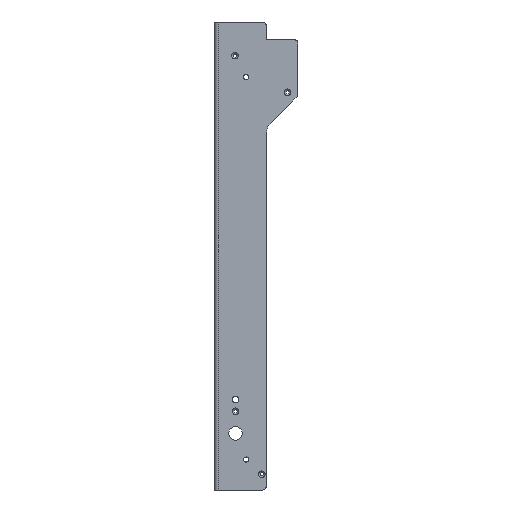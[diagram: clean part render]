
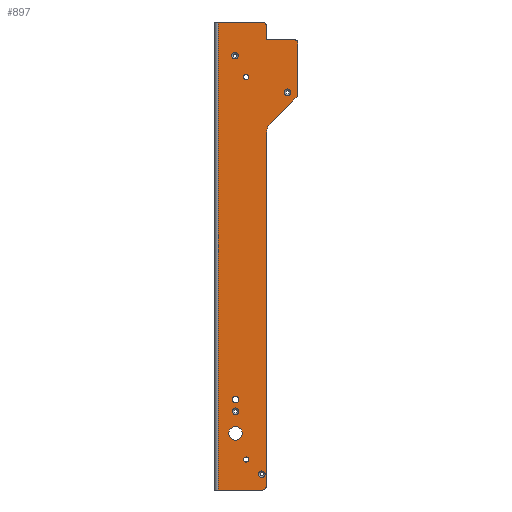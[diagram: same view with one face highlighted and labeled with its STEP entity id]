
A CAD part, front view. The second image highlights one B-rep face of the part: STEP entity #897.
In plain terms, the highlighted planar face has unit normal (0, -1, 0).
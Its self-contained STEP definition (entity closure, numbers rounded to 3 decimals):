
#26=FACE_BOUND('',#158,.T.);
#27=FACE_BOUND('',#159,.T.);
#28=FACE_BOUND('',#160,.T.);
#29=FACE_BOUND('',#161,.T.);
#30=FACE_BOUND('',#162,.T.);
#31=FACE_BOUND('',#163,.T.);
#32=FACE_BOUND('',#164,.T.);
#33=FACE_BOUND('',#165,.T.);
#82=PLANE('',#960);
#102=FACE_OUTER_BOUND('',#157,.T.);
#157=EDGE_LOOP('',(#649,#650,#651,#652,#653,#654,#655,#656,#657,#658,#659,
#660,#661));
#158=EDGE_LOOP('',(#662));
#159=EDGE_LOOP('',(#663));
#160=EDGE_LOOP('',(#664));
#161=EDGE_LOOP('',(#665));
#162=EDGE_LOOP('',(#666));
#163=EDGE_LOOP('',(#667));
#164=EDGE_LOOP('',(#668));
#165=EDGE_LOOP('',(#669));
#259=LINE('',#1359,#310);
#262=LINE('',#1385,#313);
#263=LINE('',#1390,#314);
#264=LINE('',#1392,#315);
#265=LINE('',#1394,#316);
#266=LINE('',#1398,#317);
#267=LINE('',#1402,#318);
#268=LINE('',#1405,#319);
#310=VECTOR('',#1073,27.);
#313=VECTOR('',#1102,13.);
#314=VECTOR('',#1107,42.);
#315=VECTOR('',#1108,446.);
#316=VECTOR('',#1109,42.);
#317=VECTOR('',#1112,336.529);
#318=VECTOR('',#1115,36.213);
#319=VECTOR('',#1118,49.257);
#358=CIRCLE('',#945,3.);
#367=CIRCLE('',#961,4.);
#368=CIRCLE('',#962,4.);
#369=CIRCLE('',#963,12.);
#370=CIRCLE('',#964,3.);
#371=CIRCLE('',#965,6.5);
#372=CIRCLE('',#966,3.15);
#373=CIRCLE('',#967,3.15);
#374=CIRCLE('',#968,3.15);
#375=CIRCLE('',#969,3.15);
#376=CIRCLE('',#970,2.459);
#377=CIRCLE('',#971,2.459);
#378=CIRCLE('',#972,3.15);
#424=VERTEX_POINT('',#1349);
#425=VERTEX_POINT('',#1351);
#427=VERTEX_POINT('',#1357);
#437=VERTEX_POINT('',#1383);
#438=VERTEX_POINT('',#1387);
#439=VERTEX_POINT('',#1389);
#440=VERTEX_POINT('',#1391);
#441=VERTEX_POINT('',#1393);
#442=VERTEX_POINT('',#1395);
#443=VERTEX_POINT('',#1397);
#444=VERTEX_POINT('',#1399);
#445=VERTEX_POINT('',#1401);
#446=VERTEX_POINT('',#1403);
#447=VERTEX_POINT('',#1406);
#448=VERTEX_POINT('',#1408);
#449=VERTEX_POINT('',#1410);
#450=VERTEX_POINT('',#1412);
#451=VERTEX_POINT('',#1414);
#452=VERTEX_POINT('',#1416);
#453=VERTEX_POINT('',#1418);
#454=VERTEX_POINT('',#1420);
#515=EDGE_CURVE('',#424,#425,#358,.T.);
#519=EDGE_CURVE('',#427,#424,#259,.T.);
#530=EDGE_CURVE('',#437,#427,#262,.T.);
#531=EDGE_CURVE('',#437,#438,#367,.T.);
#532=EDGE_CURVE('',#439,#438,#263,.T.);
#533=EDGE_CURVE('',#439,#440,#264,.T.);
#534=EDGE_CURVE('',#441,#440,#265,.T.);
#535=EDGE_CURVE('',#441,#442,#368,.T.);
#536=EDGE_CURVE('',#443,#442,#266,.T.);
#537=EDGE_CURVE('',#443,#444,#369,.T.);
#538=EDGE_CURVE('',#445,#444,#267,.T.);
#539=EDGE_CURVE('',#445,#446,#370,.T.);
#540=EDGE_CURVE('',#425,#446,#268,.T.);
#541=EDGE_CURVE('',#447,#447,#371,.T.);
#542=EDGE_CURVE('',#448,#448,#372,.T.);
#543=EDGE_CURVE('',#449,#449,#373,.T.);
#544=EDGE_CURVE('',#450,#450,#374,.T.);
#545=EDGE_CURVE('',#451,#451,#375,.T.);
#546=EDGE_CURVE('',#452,#452,#376,.T.);
#547=EDGE_CURVE('',#453,#453,#377,.T.);
#548=EDGE_CURVE('',#454,#454,#378,.T.);
#649=ORIENTED_EDGE('',*,*,#530,.F.);
#650=ORIENTED_EDGE('',*,*,#531,.T.);
#651=ORIENTED_EDGE('',*,*,#532,.F.);
#652=ORIENTED_EDGE('',*,*,#533,.T.);
#653=ORIENTED_EDGE('',*,*,#534,.F.);
#654=ORIENTED_EDGE('',*,*,#535,.T.);
#655=ORIENTED_EDGE('',*,*,#536,.F.);
#656=ORIENTED_EDGE('',*,*,#537,.T.);
#657=ORIENTED_EDGE('',*,*,#538,.F.);
#658=ORIENTED_EDGE('',*,*,#539,.T.);
#659=ORIENTED_EDGE('',*,*,#540,.F.);
#660=ORIENTED_EDGE('',*,*,#515,.F.);
#661=ORIENTED_EDGE('',*,*,#519,.F.);
#662=ORIENTED_EDGE('',*,*,#541,.F.);
#663=ORIENTED_EDGE('',*,*,#542,.F.);
#664=ORIENTED_EDGE('',*,*,#543,.F.);
#665=ORIENTED_EDGE('',*,*,#544,.F.);
#666=ORIENTED_EDGE('',*,*,#545,.F.);
#667=ORIENTED_EDGE('',*,*,#546,.F.);
#668=ORIENTED_EDGE('',*,*,#547,.F.);
#669=ORIENTED_EDGE('',*,*,#548,.F.);
#897=ADVANCED_FACE('',(#102,#26,#27,#28,#29,#30,#31,#32,#33),#82,.F.);
#945=AXIS2_PLACEMENT_3D('',#1352,#1066,#1067);
#960=AXIS2_PLACEMENT_3D('',#1386,#1103,#1104);
#961=AXIS2_PLACEMENT_3D('',#1388,#1105,#1106);
#962=AXIS2_PLACEMENT_3D('',#1396,#1110,#1111);
#963=AXIS2_PLACEMENT_3D('',#1400,#1113,#1114);
#964=AXIS2_PLACEMENT_3D('',#1404,#1116,#1117);
#965=AXIS2_PLACEMENT_3D('',#1407,#1119,#1120);
#966=AXIS2_PLACEMENT_3D('',#1409,#1121,#1122);
#967=AXIS2_PLACEMENT_3D('',#1411,#1123,#1124);
#968=AXIS2_PLACEMENT_3D('',#1413,#1125,#1126);
#969=AXIS2_PLACEMENT_3D('',#1415,#1127,#1128);
#970=AXIS2_PLACEMENT_3D('',#1417,#1129,#1130);
#971=AXIS2_PLACEMENT_3D('',#1419,#1131,#1132);
#972=AXIS2_PLACEMENT_3D('',#1421,#1133,#1134);
#1066=DIRECTION('center_axis',(0.,1.,0.));
#1067=DIRECTION('ref_axis',(-1.,0.,0.));
#1073=DIRECTION('',(1.,0.,0.));
#1102=DIRECTION('',(0.,0.,-1.));
#1103=DIRECTION('center_axis',(0.,1.,0.));
#1104=DIRECTION('ref_axis',(0.,0.,1.));
#1105=DIRECTION('center_axis',(0.,-1.,0.));
#1106=DIRECTION('ref_axis',(0.707,0.,0.707));
#1107=DIRECTION('',(1.,0.,0.));
#1108=DIRECTION('',(0.,0.,-1.));
#1109=DIRECTION('',(-1.,0.,0.));
#1110=DIRECTION('center_axis',(0.,-1.,0.));
#1111=DIRECTION('ref_axis',(0.707,0.,-0.707));
#1112=DIRECTION('',(0.,0.,-1.));
#1113=DIRECTION('center_axis',(0.,1.,0.));
#1114=DIRECTION('ref_axis',(-0.924,0.,0.383));
#1115=DIRECTION('',(-0.707,0.,-0.707));
#1116=DIRECTION('center_axis',(0.,-1.,0.));
#1117=DIRECTION('ref_axis',(0.924,0.,-0.383));
#1118=DIRECTION('',(0.,0.,-1.));
#1119=DIRECTION('center_axis',(0.,-1.,0.));
#1120=DIRECTION('ref_axis',(-1.,0.,0.));
#1121=DIRECTION('center_axis',(0.,-1.,0.));
#1122=DIRECTION('ref_axis',(0.,0.,-1.));
#1123=DIRECTION('center_axis',(0.,-1.,0.));
#1124=DIRECTION('ref_axis',(0.,0.,-1.));
#1125=DIRECTION('center_axis',(0.,-1.,0.));
#1126=DIRECTION('ref_axis',(1.,0.,0.));
#1127=DIRECTION('center_axis',(0.,-1.,0.));
#1128=DIRECTION('ref_axis',(1.,0.,0.));
#1129=DIRECTION('center_axis',(0.,-1.,0.));
#1130=DIRECTION('ref_axis',(1.,0.,0.));
#1131=DIRECTION('center_axis',(0.,-1.,0.));
#1132=DIRECTION('ref_axis',(1.,0.,0.));
#1133=DIRECTION('center_axis',(0.,-1.,0.));
#1134=DIRECTION('ref_axis',(-1.,0.,0.));
#1349=CARTESIAN_POINT('',(77.,0.,206.));
#1351=CARTESIAN_POINT('',(80.,0.,203.));
#1352=CARTESIAN_POINT('Origin',(77.,0.,203.));
#1357=CARTESIAN_POINT('',(50.,0.,206.));
#1359=CARTESIAN_POINT('',(50.,0.,206.));
#1383=CARTESIAN_POINT('',(50.,0.,219.));
#1385=CARTESIAN_POINT('',(50.,0.,100.5));
#1386=CARTESIAN_POINT('Origin',(50.,0.,0.));
#1387=CARTESIAN_POINT('',(46.,0.,223.));
#1388=CARTESIAN_POINT('Origin',(46.,0.,219.));
#1389=CARTESIAN_POINT('',(4.,0.,223.));
#1390=CARTESIAN_POINT('',(0.,0.,223.));
#1391=CARTESIAN_POINT('',(4.,0.,-223.));
#1392=CARTESIAN_POINT('',(4.,0.,0.));
#1393=CARTESIAN_POINT('',(46.,0.,-223.));
#1394=CARTESIAN_POINT('',(0.,0.,-223.));
#1395=CARTESIAN_POINT('',(50.,0.,-219.));
#1396=CARTESIAN_POINT('Origin',(46.,0.,-219.));
#1397=CARTESIAN_POINT('',(50.,0.,117.529));
#1398=CARTESIAN_POINT('',(50.,0.,0.));
#1399=CARTESIAN_POINT('',(53.515,0.,126.015));
#1400=CARTESIAN_POINT('Origin',(62.,0.,117.529));
#1401=CARTESIAN_POINT('',(79.121,0.,151.621));
#1402=CARTESIAN_POINT('',(80.,0.,152.5));
#1403=CARTESIAN_POINT('',(80.,0.,153.743));
#1404=CARTESIAN_POINT('Origin',(77.,0.,153.743));
#1405=CARTESIAN_POINT('',(80.,0.,206.));
#1406=CARTESIAN_POINT('',(27.,0.,-169.));
#1407=CARTESIAN_POINT('Origin',(20.5,0.,-169.));
#1408=CARTESIAN_POINT('',(45.5,0.,-211.15));
#1409=CARTESIAN_POINT('Origin',(45.5,0.,-208.));
#1410=CARTESIAN_POINT('',(20.5,0.,-151.15));
#1411=CARTESIAN_POINT('Origin',(20.5,0.,-148.));
#1412=CARTESIAN_POINT('',(73.15,0.,156.));
#1413=CARTESIAN_POINT('Origin',(70.,0.,156.));
#1414=CARTESIAN_POINT('',(23.15,0.,191.));
#1415=CARTESIAN_POINT('Origin',(20.,0.,191.));
#1416=CARTESIAN_POINT('',(32.959,0.,-194.));
#1417=CARTESIAN_POINT('Origin',(30.5,0.,-194.));
#1418=CARTESIAN_POINT('',(32.959,0.,170.5));
#1419=CARTESIAN_POINT('Origin',(30.5,0.,170.5));
#1420=CARTESIAN_POINT('',(23.65,0.,-136.85));
#1421=CARTESIAN_POINT('Origin',(20.5,0.,-136.85));
